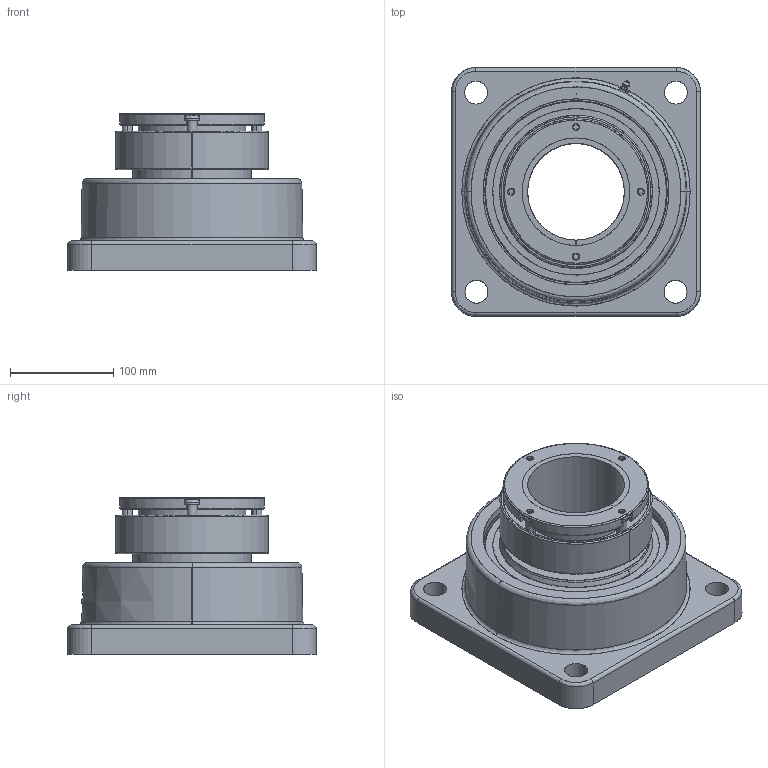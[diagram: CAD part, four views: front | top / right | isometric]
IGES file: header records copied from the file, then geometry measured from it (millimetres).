
Start section: SolidWorks IGES file using analytic representation for surfaces
Global section: file name: USDEFAU0812191332365.igs; native system: SolidWorks 2017; preprocessor: SolidWorks 2017; author: partstream; date: 170812.191311; units: inch
Bounding box: 241.3 x 241.3 x 152 mm (x, y, z)
Surface area: 576219.1 mm2 (no closed solid volume)
Topology: 0 solids, 0 shells, 636 faces, 11051 edges, 11047 vertices
Faces by surface type: bspline 389, revolution 247
